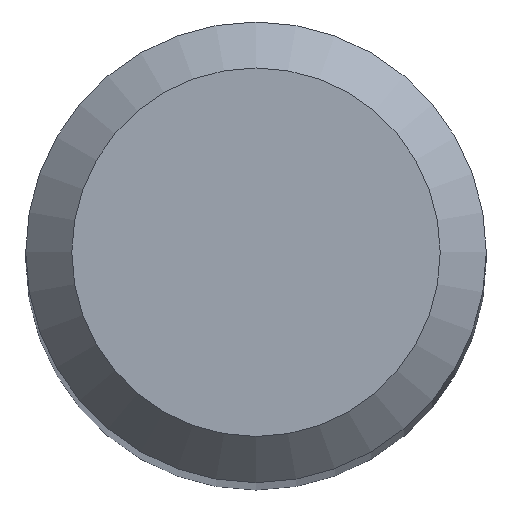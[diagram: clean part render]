
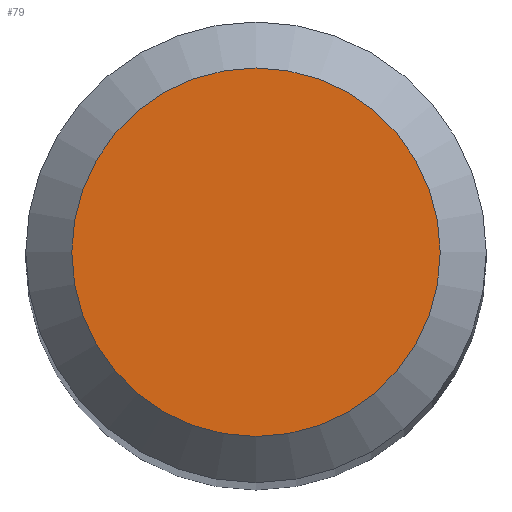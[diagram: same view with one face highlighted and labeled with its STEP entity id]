
A CAD part, top view. The second image highlights one B-rep face of the part: STEP entity #79.
In plain terms, the highlighted planar face has unit normal (0, 0, 1).
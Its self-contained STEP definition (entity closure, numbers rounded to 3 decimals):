
#79=ADVANCED_FACE('',(#97),#92,.T.);
#92=PLANE('',#224);
#97=FACE_OUTER_BOUND('',#103,.T.);
#103=EDGE_LOOP('',(#123));
#123=ORIENTED_EDGE('',*,*,#153,.F.);
#143=VERTEX_POINT('',#322);
#153=EDGE_CURVE('',#143,#143,#163,.T.);
#163=CIRCLE('',#223,1.2);
#223=AXIS2_PLACEMENT_3D('',#321,#254,#255);
#224=AXIS2_PLACEMENT_3D('',#323,#256,#257);
#254=DIRECTION('',(0.,0.,-1.));
#255=DIRECTION('',(-1.,0.,0.));
#256=DIRECTION('',(0.,0.,1.));
#257=DIRECTION('',(-1.,0.,0.));
#321=CARTESIAN_POINT('',(0.,0.,27.78));
#322=CARTESIAN_POINT('',(-1.2,0.,27.78));
#323=CARTESIAN_POINT('',(1.2,0.,27.78));
